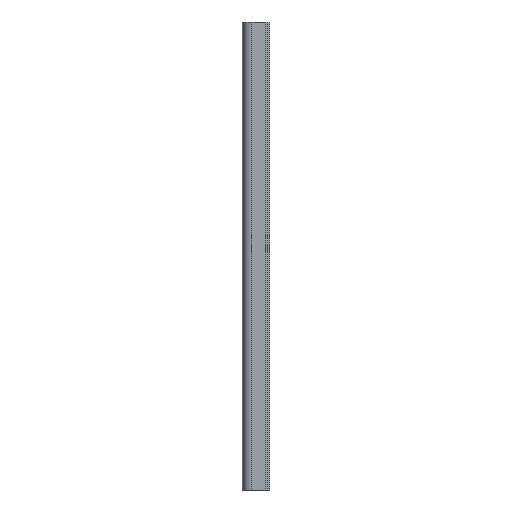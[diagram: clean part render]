
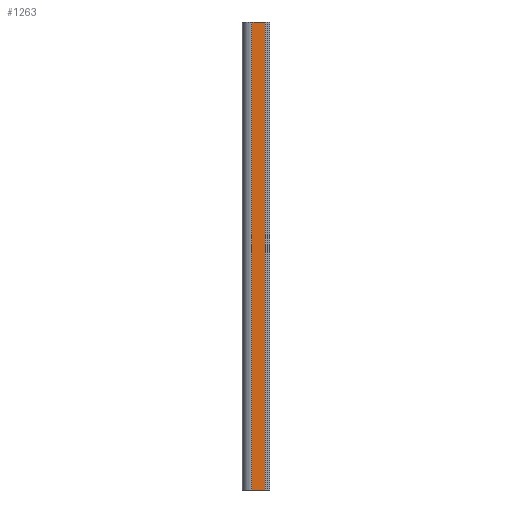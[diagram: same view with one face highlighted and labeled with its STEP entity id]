
A CAD part, left-side view. The second image highlights one B-rep face of the part: STEP entity #1263.
In plain terms, the highlighted planar face has unit normal (-1, 0, 0).
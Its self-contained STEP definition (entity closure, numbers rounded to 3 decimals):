
#6 = LINE ( 'NONE', #533, #309 ) ;
#83 = EDGE_LOOP ( 'NONE', ( #759, #712, #1422, #572 ) ) ;
#112 = DIRECTION ( 'NONE',  ( 0., 0., 1. ) ) ;
#150 = FACE_OUTER_BOUND ( 'NONE', #83, .T. ) ;
#153 = VECTOR ( 'NONE', #1228, 1000. ) ;
#183 = CARTESIAN_POINT ( 'NONE',  ( -12.5, 17.5, -100. ) ) ;
#309 = VECTOR ( 'NONE', #1277, 1000. ) ;
#323 = CARTESIAN_POINT ( 'NONE',  ( -12.5, 0.2, 509.6 ) ) ;
#330 = VECTOR ( 'NONE', #1065, 1000. ) ;
#362 = CARTESIAN_POINT ( 'NONE',  ( -12.5, 17.5, -100. ) ) ;
#418 = EDGE_CURVE ( 'NONE', #634, #804, #1506, .T. ) ;
#447 = EDGE_CURVE ( 'NONE', #1075, #1378, #530, .T. ) ;
#485 = DIRECTION ( 'NONE',  ( 0., -1., 0. ) ) ;
#530 = LINE ( 'NONE', #362, #153 ) ;
#533 = CARTESIAN_POINT ( 'NONE',  ( -12.5, 0.2, -100. ) ) ;
#572 = ORIENTED_EDGE ( 'NONE', *, *, #1474, .T. ) ;
#634 = VERTEX_POINT ( 'NONE', #874 ) ;
#665 = VECTOR ( 'NONE', #485, 1000. ) ;
#712 = ORIENTED_EDGE ( 'NONE', *, *, #1119, .F. ) ;
#737 = CARTESIAN_POINT ( 'NONE',  ( -12.5, 0.2, -100. ) ) ;
#759 = ORIENTED_EDGE ( 'NONE', *, *, #418, .F. ) ;
#804 = VERTEX_POINT ( 'NONE', #323 ) ;
#874 = CARTESIAN_POINT ( 'NONE',  ( -12.5, 17.5, 509.6 ) ) ;
#893 = AXIS2_PLACEMENT_3D ( 'NONE', #1344, #1587, #112 ) ;
#927 = LINE ( 'NONE', #1445, #330 ) ;
#1065 = DIRECTION ( 'NONE',  ( 0., 0., 1. ) ) ;
#1075 = VERTEX_POINT ( 'NONE', #183 ) ;
#1119 = EDGE_CURVE ( 'NONE', #1075, #634, #927, .T. ) ;
#1228 = DIRECTION ( 'NONE',  ( 0., -1., 0. ) ) ;
#1263 = ADVANCED_FACE ( 'NONE', ( #150 ), #1339, .T. ) ;
#1277 = DIRECTION ( 'NONE',  ( 0., 0., 1. ) ) ;
#1339 = PLANE ( 'NONE',  #893 ) ;
#1344 = CARTESIAN_POINT ( 'NONE',  ( -12.5, 17.5, -100. ) ) ;
#1378 = VERTEX_POINT ( 'NONE', #737 ) ;
#1422 = ORIENTED_EDGE ( 'NONE', *, *, #447, .T. ) ;
#1445 = CARTESIAN_POINT ( 'NONE',  ( -12.5, 17.5, -100. ) ) ;
#1474 = EDGE_CURVE ( 'NONE', #1378, #804, #6, .T. ) ;
#1506 = LINE ( 'NONE', #1602, #665 ) ;
#1587 = DIRECTION ( 'NONE',  ( -1., 0., 0. ) ) ;
#1602 = CARTESIAN_POINT ( 'NONE',  ( -12.5, 17.5, 509.6 ) ) ;
